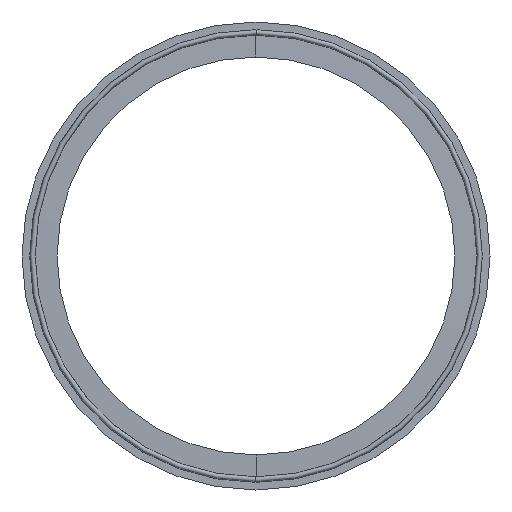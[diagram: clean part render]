
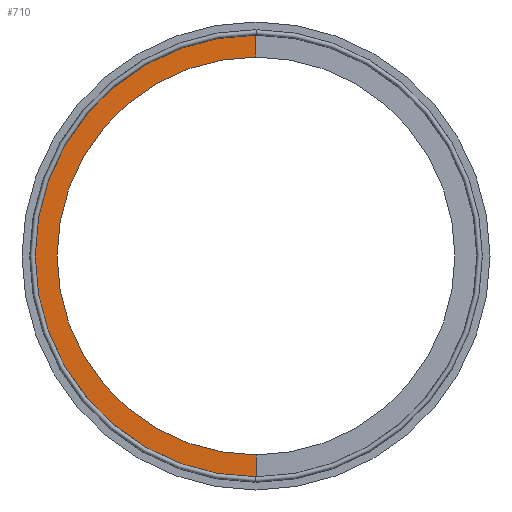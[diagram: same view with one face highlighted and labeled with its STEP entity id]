
A CAD part, left-side view. The second image highlights one B-rep face of the part: STEP entity #710.
In plain terms, the highlighted conical face has half-angle 89 degrees and reference radius 111.3 mm.
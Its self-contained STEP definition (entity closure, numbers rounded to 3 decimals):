
#85 = DIRECTION ( 'NONE',  ( 0., 0., -1. ) ) ;
#105 = LINE ( 'NONE', #872, #849 ) ;
#123 = CARTESIAN_POINT ( 'NONE',  ( -1.05, 0., 0. ) ) ;
#151 = CARTESIAN_POINT ( 'NONE',  ( -1.05, 0., -100.1 ) ) ;
#181 = EDGE_CURVE ( 'NONE', #216, #507, #105, .T. ) ;
#190 = DIRECTION ( 'NONE',  ( 0., 0., -1. ) ) ;
#216 = VERTEX_POINT ( 'NONE', #151 ) ;
#235 = DIRECTION ( 'NONE',  ( 0.017, 0., 1. ) ) ;
#273 = CARTESIAN_POINT ( 'NONE',  ( -0.858, 0., 111.097 ) ) ;
#279 = CARTESIAN_POINT ( 'NONE',  ( -0.858, 0., -111.097 ) ) ;
#315 = AXIS2_PLACEMENT_3D ( 'NONE', #396, #816, #190 ) ;
#346 = EDGE_CURVE ( 'NONE', #501, #507, #699, .T. ) ;
#396 = CARTESIAN_POINT ( 'NONE',  ( -0.858, 0., 0. ) ) ;
#406 = DIRECTION ( 'NONE',  ( 0., 0., 1. ) ) ;
#428 = CARTESIAN_POINT ( 'NONE',  ( -0.855, 0., 0. ) ) ;
#449 = EDGE_CURVE ( 'NONE', #572, #216, #473, .T. ) ;
#473 = CIRCLE ( 'NONE', #639, 100.1 ) ;
#500 = FACE_OUTER_BOUND ( 'NONE', #566, .T. ) ;
#501 = VERTEX_POINT ( 'NONE', #273 ) ;
#507 = VERTEX_POINT ( 'NONE', #279 ) ;
#531 = DIRECTION ( 'NONE',  ( 0.017, 0., -1. ) ) ;
#564 = CONICAL_SURFACE ( 'NONE', #901, 111.3, 1.553 ) ;
#566 = EDGE_LOOP ( 'NONE', ( #856, #617, #668, #647 ) ) ;
#572 = VERTEX_POINT ( 'NONE', #625 ) ;
#606 = DIRECTION ( 'NONE',  ( -1., 0., 0. ) ) ;
#617 = ORIENTED_EDGE ( 'NONE', *, *, #854, .T. ) ;
#625 = CARTESIAN_POINT ( 'NONE',  ( -1.05, 0., 100.1 ) ) ;
#639 = AXIS2_PLACEMENT_3D ( 'NONE', #123, #606, #406 ) ;
#647 = ORIENTED_EDGE ( 'NONE', *, *, #181, .F. ) ;
#648 = LINE ( 'NONE', #861, #888 ) ;
#668 = ORIENTED_EDGE ( 'NONE', *, *, #346, .T. ) ;
#699 = CIRCLE ( 'NONE', #315, 111.097 ) ;
#709 = DIRECTION ( 'NONE',  ( 1., 0., 0. ) ) ;
#710 = ADVANCED_FACE ( 'NONE', ( #500 ), #564, .T. ) ;
#816 = DIRECTION ( 'NONE',  ( -1., 0., 0. ) ) ;
#849 = VECTOR ( 'NONE', #531, 1000. ) ;
#854 = EDGE_CURVE ( 'NONE', #572, #501, #648, .T. ) ;
#856 = ORIENTED_EDGE ( 'NONE', *, *, #449, .F. ) ;
#861 = CARTESIAN_POINT ( 'NONE',  ( -0.855, 0., 111.3 ) ) ;
#872 = CARTESIAN_POINT ( 'NONE',  ( -0.855, 0., -111.3 ) ) ;
#888 = VECTOR ( 'NONE', #235, 1000. ) ;
#901 = AXIS2_PLACEMENT_3D ( 'NONE', #428, #709, #85 ) ;
